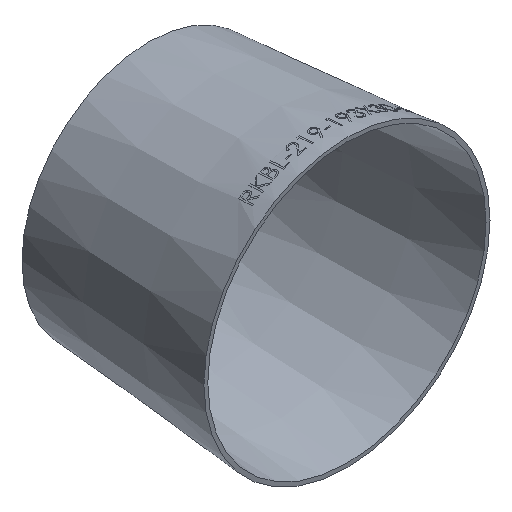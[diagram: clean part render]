
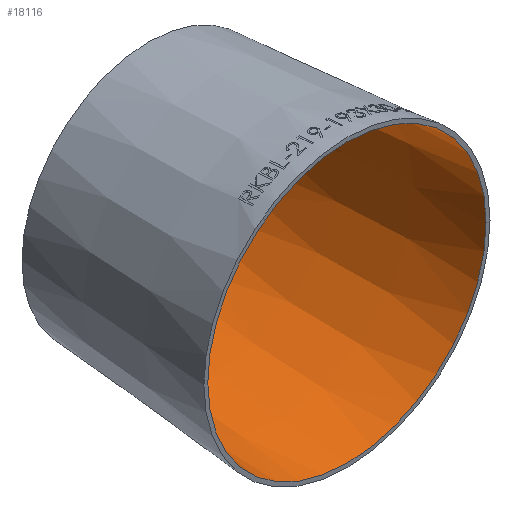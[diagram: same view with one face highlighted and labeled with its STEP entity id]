
A CAD part, isometric view. The second image highlights one B-rep face of the part: STEP entity #18116.
In plain terms, the highlighted conical face has half-angle 4.776 degrees and reference radius 106.54 mm.
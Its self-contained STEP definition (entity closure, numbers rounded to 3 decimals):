
#2411 = CARTESIAN_POINT ( 'NONE',  ( 0., 0., 0. ) ) ;
#3319 = AXIS2_PLACEMENT_3D ( 'NONE', #2411, #29425, #5324 ) ;
#4685 = CIRCLE ( 'NONE', #18074, 93.84 ) ;
#5324 = DIRECTION ( 'NONE',  ( 0., 0., -1. ) ) ;
#6001 = EDGE_LOOP ( 'NONE', ( #29665 ) ) ;
#6238 = AXIS2_PLACEMENT_3D ( 'NONE', #27090, #24860, #17472 ) ;
#6265 = ORIENTED_EDGE ( 'NONE', *, *, #10038, .T. ) ;
#7812 = EDGE_LOOP ( 'NONE', ( #6265 ) ) ;
#10038 = EDGE_CURVE ( 'NONE', #31402, #31402, #20209, .T. ) ;
#11023 = CONICAL_SURFACE ( 'NONE', #3319, 106.54, 0.083 ) ;
#13895 = VERTEX_POINT ( 'NONE', #21157 ) ;
#13933 = DIRECTION ( 'NONE',  ( 0., 0., -1. ) ) ;
#16627 = CARTESIAN_POINT ( 'NONE',  ( 0., 0., -106.54 ) ) ;
#17472 = DIRECTION ( 'NONE',  ( 0., 0., -1. ) ) ;
#17718 = FACE_BOUND ( 'NONE', #6001, .T. ) ;
#18074 = AXIS2_PLACEMENT_3D ( 'NONE', #23437, #22967, #13933 ) ;
#18116 = ADVANCED_FACE ( 'NONE', ( #17718, #24775 ), #11023, .F. ) ;
#20209 = CIRCLE ( 'NONE', #6238, 106.54 ) ;
#21157 = CARTESIAN_POINT ( 'NONE',  ( 0., 152., -93.84 ) ) ;
#22967 = DIRECTION ( 'NONE',  ( 0., -1., 0. ) ) ;
#23437 = CARTESIAN_POINT ( 'NONE',  ( 0., 152., 0. ) ) ;
#24775 = FACE_OUTER_BOUND ( 'NONE', #7812, .T. ) ;
#24860 = DIRECTION ( 'NONE',  ( 0., -1., 0. ) ) ;
#27090 = CARTESIAN_POINT ( 'NONE',  ( 0., 0., 0. ) ) ;
#29425 = DIRECTION ( 'NONE',  ( 0., -1., 0. ) ) ;
#29665 = ORIENTED_EDGE ( 'NONE', *, *, #31660, .F. ) ;
#31402 = VERTEX_POINT ( 'NONE', #16627 ) ;
#31660 = EDGE_CURVE ( 'NONE', #13895, #13895, #4685, .T. ) ;
